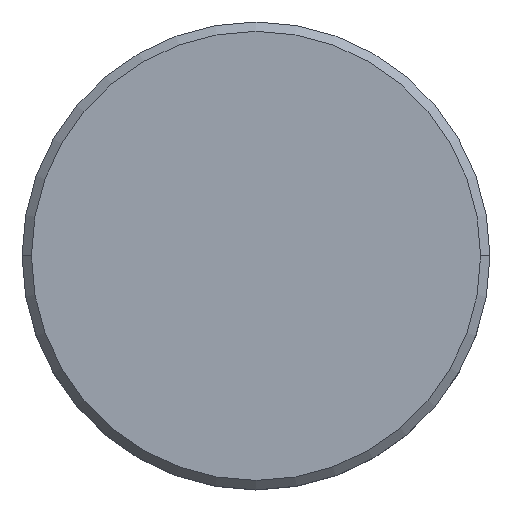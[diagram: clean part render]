
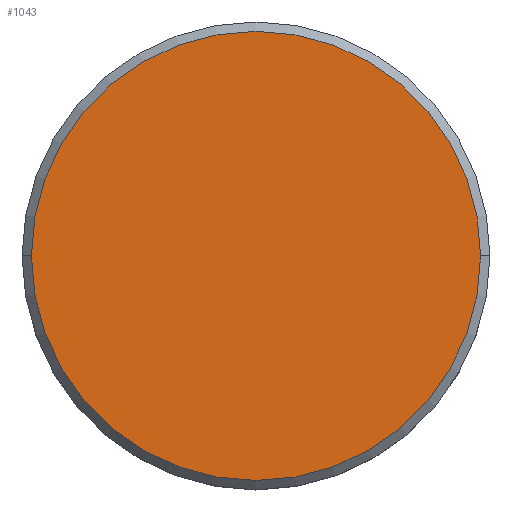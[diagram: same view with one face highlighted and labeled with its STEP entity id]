
A CAD part, top view. The second image highlights one B-rep face of the part: STEP entity #1043.
In plain terms, the highlighted planar face has unit normal (0, 0, 1).
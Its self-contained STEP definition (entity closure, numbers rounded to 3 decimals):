
#2 = PLANE ( 'NONE',  #268 ) ;
#30 = AXIS2_PLACEMENT_3D ( 'NONE', #1177, #819, #1183 ) ;
#147 = VERTEX_POINT ( 'NONE', #384 ) ;
#192 = DIRECTION ( 'NONE',  ( 0., 0., 1. ) ) ;
#268 = AXIS2_PLACEMENT_3D ( 'NONE', #646, #192, #378 ) ;
#297 = EDGE_CURVE ( 'NONE', #147, #911, #1153, .T. ) ;
#354 = CARTESIAN_POINT ( 'NONE',  ( 12., 0., 0. ) ) ;
#378 = DIRECTION ( 'NONE',  ( 1., 0., 0. ) ) ;
#384 = CARTESIAN_POINT ( 'NONE',  ( -12., 0., 0. ) ) ;
#461 = EDGE_CURVE ( 'NONE', #911, #147, #865, .T. ) ;
#476 = AXIS2_PLACEMENT_3D ( 'NONE', #864, #874, #856 ) ;
#610 = EDGE_LOOP ( 'NONE', ( #774, #1088 ) ) ;
#646 = CARTESIAN_POINT ( 'NONE',  ( 0., 0., 0. ) ) ;
#774 = ORIENTED_EDGE ( 'NONE', *, *, #297, .T. ) ;
#819 = DIRECTION ( 'NONE',  ( 0., 0., 1. ) ) ;
#856 = DIRECTION ( 'NONE',  ( 1., 0., 0. ) ) ;
#864 = CARTESIAN_POINT ( 'NONE',  ( 0., 0., 0. ) ) ;
#865 = CIRCLE ( 'NONE', #30, 12. ) ;
#874 = DIRECTION ( 'NONE',  ( 0., 0., 1. ) ) ;
#911 = VERTEX_POINT ( 'NONE', #354 ) ;
#1009 = FACE_OUTER_BOUND ( 'NONE', #610, .T. ) ;
#1043 = ADVANCED_FACE ( 'NONE', ( #1009 ), #2, .T. ) ;
#1088 = ORIENTED_EDGE ( 'NONE', *, *, #461, .T. ) ;
#1153 = CIRCLE ( 'NONE', #476, 12. ) ;
#1177 = CARTESIAN_POINT ( 'NONE',  ( 0., 0., 0. ) ) ;
#1183 = DIRECTION ( 'NONE',  ( 1., 0., 0. ) ) ;
